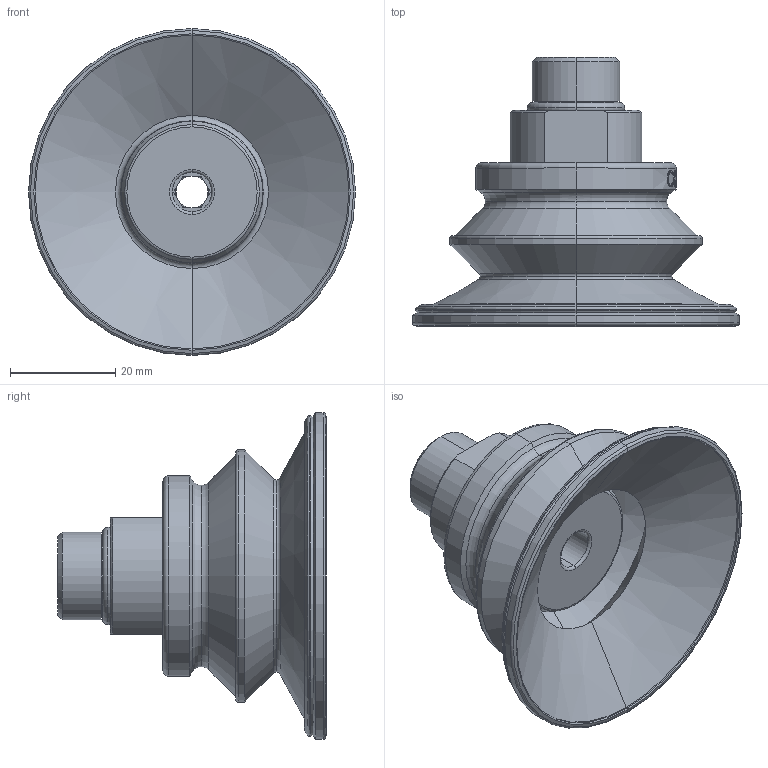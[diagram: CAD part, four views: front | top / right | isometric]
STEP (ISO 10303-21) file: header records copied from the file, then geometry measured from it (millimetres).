
FILE_DESCRIPTION(('STEP AP214'),'1');
FILE_NAME('COVAL_CBC60M38G.stp','2017-12-27T16:15:07',('TraceParts'),('TraceParts S.A.'),'Spatial InterOp 3D',' ',' ');
FILE_SCHEMA(('automotive_design'));
Length unit declared in the file: millimetre
Products named in the file (2): COVAL_CBC60M38G_1; COVAL_CBC60M38G_2
Bounding box: 62 x 51 x 62 mm (x, y, z)
Volume: 29475 mm3; surface area: 17734.4 mm2
Topology: 3 solids, 3 shells, 181 faces, 403 edges, 242 vertices
Faces by surface type: plane 41, torus 38, cylinder 37, cone 36, bspline 29
Entity records: 11185 total; most frequent: CARTESIAN_POINT 5810, ORIENTED_EDGE 806, DIRECTION 798, EDGE_CURVE 403, AXIS2_PLACEMENT_3D 340, VERTEX_POINT 242, EDGE_LOOP 201, CIRCLE 186
